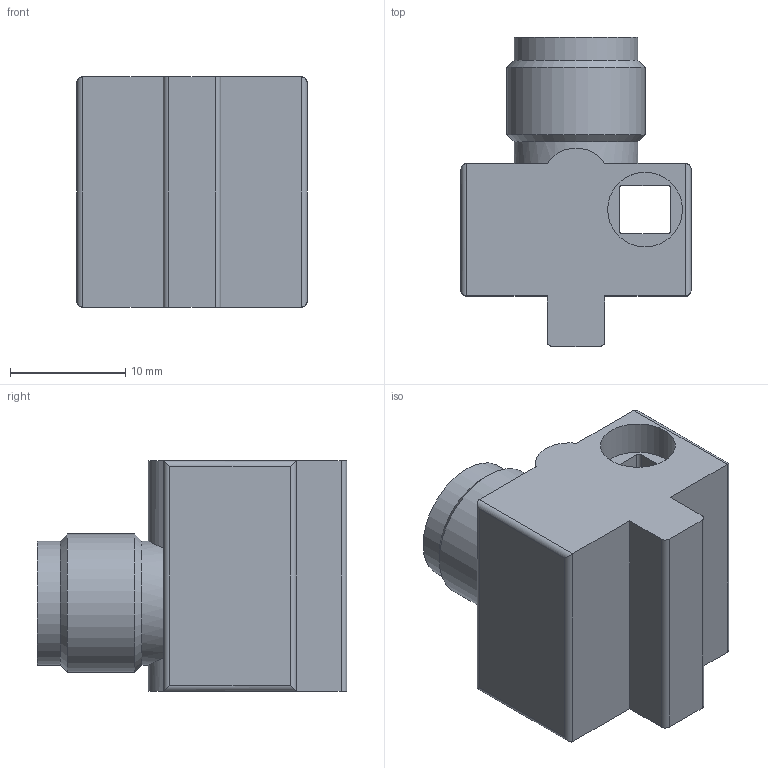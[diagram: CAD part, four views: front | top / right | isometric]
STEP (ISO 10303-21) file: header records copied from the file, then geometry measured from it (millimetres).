
FILE_DESCRIPTION(/* description */ ('STEP AP214'),/* implementation_level */ '2;1');
FILE_NAME(/* name */ '171179_SMTO-8E-PS-M12-LED-24',/* time_stamp */ '2024-09-15T08:41:03+02:00',/* author */ ('License CC BY-ND 4.0'),/* organization */ ('CADENAS'),/* preprocessor_version */ 'ST-DEVELOPER v19.3',/* originating_system */ 'PARTsolutions',/* authorisation */ ' ');
FILE_SCHEMA (('AUTOMOTIVE_DESIGN {1 0 10303 214 3 1 1}'));
Length unit declared in the file: millimetre
Products named in the file (1): 171179 SMTO-8E-PS-M12-LED-24
Bounding box: 20 x 26.9 x 20 mm (x, y, z)
Volume: 5356 mm3; surface area: 2850.6 mm2
Topology: 1 solids, 1 shells, 43 faces, 102 edges, 64 vertices
Faces by surface type: cylinder 22, plane 19, cone 2
Full cylindrical faces by diameter (mm): 6.5 x2, 8 x1, 10.773 x2, 12 x1
Entity records: 1228 total; most frequent: DIRECTION 214, CARTESIAN_POINT 212, ORIENTED_EDGE 186, EDGE_CURVE 93, AXIS2_PLACEMENT_3D 79, VERTEX_POINT 63, LINE 56, VECTOR 56
